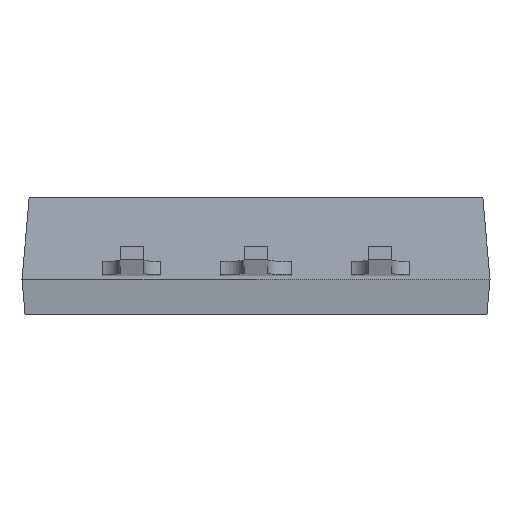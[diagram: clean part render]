
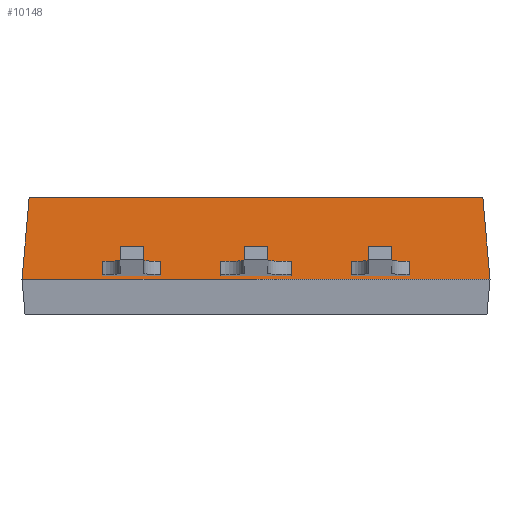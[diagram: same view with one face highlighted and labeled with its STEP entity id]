
A CAD part, front view. The second image highlights one B-rep face of the part: STEP entity #10148.
In plain terms, the highlighted planar face has unit normal (0, -0.996, 0.087).
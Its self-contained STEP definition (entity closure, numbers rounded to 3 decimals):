
#97 = ORIENTED_EDGE ( 'NONE', *, *, #12551, .F. ) ;
#113 = VECTOR ( 'NONE', #6448, 1000. ) ;
#114 = VERTEX_POINT ( 'NONE', #5968 ) ;
#119 = CARTESIAN_POINT ( 'NONE',  ( -10., -13., 0. ) ) ;
#590 = VERTEX_POINT ( 'NONE', #7612 ) ;
#630 = CARTESIAN_POINT ( 'NONE',  ( 4.06, -13., 0. ) ) ;
#884 = CARTESIAN_POINT ( 'NONE',  ( 4.06, -12.938, 0.707 ) ) ;
#984 = VERTEX_POINT ( 'NONE', #8018 ) ;
#1221 = EDGE_LOOP ( 'NONE', ( #97, #3424, #5444, #9602 ) ) ;
#1370 = ORIENTED_EDGE ( 'NONE', *, *, #8510, .F. ) ;
#1474 = FACE_OUTER_BOUND ( 'NONE', #16427, .T. ) ;
#1547 = EDGE_LOOP ( 'NONE', ( #4644, #16988, #8907, #11856 ) ) ;
#1627 = CARTESIAN_POINT ( 'NONE',  ( -10., -12.987, 0.148 ) ) ;
#1770 = CARTESIAN_POINT ( 'NONE',  ( -10., -12.938, 0.707 ) ) ;
#2134 = DIRECTION ( 'NONE',  ( -1., 0., 0. ) ) ;
#2162 = CARTESIAN_POINT ( 'NONE',  ( 0., -12.694, 3.5 ) ) ;
#2210 = ORIENTED_EDGE ( 'NONE', *, *, #12888, .T. ) ;
#2244 = LINE ( 'NONE', #4846, #17355 ) ;
#2418 = CARTESIAN_POINT ( 'NONE',  ( -4.06, -12.938, 0.707 ) ) ;
#2496 = DIRECTION ( 'NONE',  ( 0., -0.087, -0.996 ) ) ;
#2648 = CARTESIAN_POINT ( 'NONE',  ( 4.06, -12.987, 0.148 ) ) ;
#2897 = DIRECTION ( 'NONE',  ( 1., 0., 0. ) ) ;
#3158 = ORIENTED_EDGE ( 'NONE', *, *, #13643, .F. ) ;
#3367 = LINE ( 'NONE', #9548, #6157 ) ;
#3424 = ORIENTED_EDGE ( 'NONE', *, *, #6012, .F. ) ;
#3469 = LINE ( 'NONE', #14918, #18099 ) ;
#3518 = LINE ( 'NONE', #1770, #6454 ) ;
#3570 = DIRECTION ( 'NONE',  ( -0.087, -0.087, -0.992 ) ) ;
#3675 = EDGE_CURVE ( 'NONE', #590, #4554, #5054, .T. ) ;
#3911 = VECTOR ( 'NONE', #5153, 1000. ) ;
#3930 = AXIS2_PLACEMENT_3D ( 'NONE', #13773, #11354, #2496 ) ;
#4008 = EDGE_LOOP ( 'NONE', ( #15915, #13697, #16359, #1370 ) ) ;
#4015 = VERTEX_POINT ( 'NONE', #5734 ) ;
#4107 = EDGE_CURVE ( 'NONE', #13298, #17227, #6368, .T. ) ;
#4224 = CARTESIAN_POINT ( 'NONE',  ( 1.5, -12.987, 0.148 ) ) ;
#4468 = DIRECTION ( 'NONE',  ( 1., 0., 0. ) ) ;
#4554 = VERTEX_POINT ( 'NONE', #8627 ) ;
#4644 = ORIENTED_EDGE ( 'NONE', *, *, #10552, .F. ) ;
#4723 = LINE ( 'NONE', #12280, #18110 ) ;
#4846 = CARTESIAN_POINT ( 'NONE',  ( 6.56, -13., 0. ) ) ;
#4851 = CARTESIAN_POINT ( 'NONE',  ( 10., -13., 0. ) ) ;
#5034 = DIRECTION ( 'NONE',  ( 1., 0., 0. ) ) ;
#5054 = LINE ( 'NONE', #9216, #10242 ) ;
#5153 = DIRECTION ( 'NONE',  ( 0., -0.087, -0.996 ) ) ;
#5355 = ORIENTED_EDGE ( 'NONE', *, *, #3675, .T. ) ;
#5444 = ORIENTED_EDGE ( 'NONE', *, *, #5906, .F. ) ;
#5734 = CARTESIAN_POINT ( 'NONE',  ( -4.06, -12.987, 0.148 ) ) ;
#5906 = EDGE_CURVE ( 'NONE', #15900, #984, #7290, .T. ) ;
#5968 = CARTESIAN_POINT ( 'NONE',  ( -1.5, -12.938, 0.707 ) ) ;
#5973 = CARTESIAN_POINT ( 'NONE',  ( 6.56, -12.938, 0.707 ) ) ;
#6012 = EDGE_CURVE ( 'NONE', #984, #9015, #7752, .T. ) ;
#6109 = LINE ( 'NONE', #6294, #7704 ) ;
#6157 = VECTOR ( 'NONE', #12513, 1000. ) ;
#6294 = CARTESIAN_POINT ( 'NONE',  ( -10., -12.938, 0.707 ) ) ;
#6368 = LINE ( 'NONE', #13309, #15855 ) ;
#6448 = DIRECTION ( 'NONE',  ( 0., -0.087, -0.996 ) ) ;
#6454 = VECTOR ( 'NONE', #2134, 1000. ) ;
#6758 = EDGE_CURVE ( 'NONE', #12653, #11655, #6109, .T. ) ;
#6788 = LINE ( 'NONE', #2162, #9066 ) ;
#7025 = VECTOR ( 'NONE', #12815, 1000. ) ;
#7290 = LINE ( 'NONE', #15508, #11796 ) ;
#7365 = LINE ( 'NONE', #1627, #7025 ) ;
#7549 = CARTESIAN_POINT ( 'NONE',  ( 6.56, -12.987, 0.148 ) ) ;
#7600 = VERTEX_POINT ( 'NONE', #13915 ) ;
#7612 = CARTESIAN_POINT ( 'NONE',  ( -9.694, -12.694, 3.5 ) ) ;
#7704 = VECTOR ( 'NONE', #8984, 1000. ) ;
#7752 = LINE ( 'NONE', #13384, #113 ) ;
#8018 = CARTESIAN_POINT ( 'NONE',  ( -6.56, -12.938, 0.707 ) ) ;
#8510 = EDGE_CURVE ( 'NONE', #16479, #10500, #8558, .T. ) ;
#8558 = LINE ( 'NONE', #12802, #16276 ) ;
#8627 = CARTESIAN_POINT ( 'NONE',  ( -10., -13., 0. ) ) ;
#8907 = ORIENTED_EDGE ( 'NONE', *, *, #4107, .F. ) ;
#8984 = DIRECTION ( 'NONE',  ( -1., 0., 0. ) ) ;
#9015 = VERTEX_POINT ( 'NONE', #17290 ) ;
#9066 = VECTOR ( 'NONE', #5034, 1000. ) ;
#9216 = CARTESIAN_POINT ( 'NONE',  ( -10., -13., 0. ) ) ;
#9548 = CARTESIAN_POINT ( 'NONE',  ( 9.804, -12.804, 2.24 ) ) ;
#9591 = EDGE_CURVE ( 'NONE', #11655, #16479, #12185, .T. ) ;
#9602 = ORIENTED_EDGE ( 'NONE', *, *, #11326, .F. ) ;
#9641 = CARTESIAN_POINT ( 'NONE',  ( -10., -12.987, 0.148 ) ) ;
#9703 = PLANE ( 'NONE',  #3930 ) ;
#10045 = VERTEX_POINT ( 'NONE', #17187 ) ;
#10148 = ADVANCED_FACE ( 'NONE', ( #18104, #1474, #15152, #13956 ), #9703, .T. ) ;
#10242 = VECTOR ( 'NONE', #3570, 1000. ) ;
#10385 = DIRECTION ( 'NONE',  ( 0., 0.087, 0.996 ) ) ;
#10500 = VERTEX_POINT ( 'NONE', #7549 ) ;
#10552 = EDGE_CURVE ( 'NONE', #114, #7600, #3469, .T. ) ;
#11326 = EDGE_CURVE ( 'NONE', #4015, #15900, #4723, .T. ) ;
#11354 = DIRECTION ( 'NONE',  ( 0., -0.996, 0.087 ) ) ;
#11655 = VERTEX_POINT ( 'NONE', #884 ) ;
#11796 = VECTOR ( 'NONE', #17165, 1000. ) ;
#11856 = ORIENTED_EDGE ( 'NONE', *, *, #17832, .F. ) ;
#12185 = LINE ( 'NONE', #630, #3911 ) ;
#12280 = CARTESIAN_POINT ( 'NONE',  ( -4.06, -13., 0. ) ) ;
#12513 = DIRECTION ( 'NONE',  ( 0.087, -0.087, -0.992 ) ) ;
#12551 = EDGE_CURVE ( 'NONE', #9015, #4015, #7365, .T. ) ;
#12613 = VECTOR ( 'NONE', #2897, 1000. ) ;
#12653 = VERTEX_POINT ( 'NONE', #5973 ) ;
#12704 = LINE ( 'NONE', #119, #17651 ) ;
#12802 = CARTESIAN_POINT ( 'NONE',  ( -10., -12.987, 0.148 ) ) ;
#12815 = DIRECTION ( 'NONE',  ( 1., 0., 0. ) ) ;
#12888 = EDGE_CURVE ( 'NONE', #4554, #14611, #12704, .T. ) ;
#13265 = EDGE_CURVE ( 'NONE', #17227, #114, #3518, .T. ) ;
#13298 = VERTEX_POINT ( 'NONE', #4224 ) ;
#13309 = CARTESIAN_POINT ( 'NONE',  ( 1.5, -13., 0. ) ) ;
#13384 = CARTESIAN_POINT ( 'NONE',  ( -6.56, -13., 0. ) ) ;
#13596 = EDGE_CURVE ( 'NONE', #10500, #12653, #2244, .T. ) ;
#13643 = EDGE_CURVE ( 'NONE', #10045, #14611, #3367, .T. ) ;
#13665 = DIRECTION ( 'NONE',  ( 0., 0.087, 0.996 ) ) ;
#13697 = ORIENTED_EDGE ( 'NONE', *, *, #6758, .F. ) ;
#13773 = CARTESIAN_POINT ( 'NONE',  ( -10., -13., 0. ) ) ;
#13915 = CARTESIAN_POINT ( 'NONE',  ( -1.5, -12.987, 0.148 ) ) ;
#13956 = FACE_BOUND ( 'NONE', #1221, .T. ) ;
#14611 = VERTEX_POINT ( 'NONE', #4851 ) ;
#14747 = DIRECTION ( 'NONE',  ( 0., -0.087, -0.996 ) ) ;
#14918 = CARTESIAN_POINT ( 'NONE',  ( -1.5, -13., 0. ) ) ;
#15152 = FACE_BOUND ( 'NONE', #1547, .T. ) ;
#15383 = DIRECTION ( 'NONE',  ( 1., 0., 0. ) ) ;
#15508 = CARTESIAN_POINT ( 'NONE',  ( -10., -12.938, 0.707 ) ) ;
#15855 = VECTOR ( 'NONE', #17457, 1000. ) ;
#15900 = VERTEX_POINT ( 'NONE', #2418 ) ;
#15915 = ORIENTED_EDGE ( 'NONE', *, *, #9591, .F. ) ;
#16129 = ORIENTED_EDGE ( 'NONE', *, *, #17737, .F. ) ;
#16276 = VECTOR ( 'NONE', #15383, 1000. ) ;
#16359 = ORIENTED_EDGE ( 'NONE', *, *, #13596, .F. ) ;
#16427 = EDGE_LOOP ( 'NONE', ( #2210, #3158, #16129, #5355 ) ) ;
#16479 = VERTEX_POINT ( 'NONE', #2648 ) ;
#16657 = LINE ( 'NONE', #9641, #12613 ) ;
#16988 = ORIENTED_EDGE ( 'NONE', *, *, #13265, .F. ) ;
#17165 = DIRECTION ( 'NONE',  ( -1., 0., 0. ) ) ;
#17187 = CARTESIAN_POINT ( 'NONE',  ( 9.694, -12.694, 3.5 ) ) ;
#17227 = VERTEX_POINT ( 'NONE', #17256 ) ;
#17256 = CARTESIAN_POINT ( 'NONE',  ( 1.5, -12.938, 0.707 ) ) ;
#17290 = CARTESIAN_POINT ( 'NONE',  ( -6.56, -12.987, 0.148 ) ) ;
#17355 = VECTOR ( 'NONE', #10385, 1000. ) ;
#17457 = DIRECTION ( 'NONE',  ( 0., 0.087, 0.996 ) ) ;
#17651 = VECTOR ( 'NONE', #4468, 1000. ) ;
#17737 = EDGE_CURVE ( 'NONE', #590, #10045, #6788, .T. ) ;
#17832 = EDGE_CURVE ( 'NONE', #7600, #13298, #16657, .T. ) ;
#18099 = VECTOR ( 'NONE', #14747, 1000. ) ;
#18104 = FACE_BOUND ( 'NONE', #4008, .T. ) ;
#18110 = VECTOR ( 'NONE', #13665, 1000. ) ;
